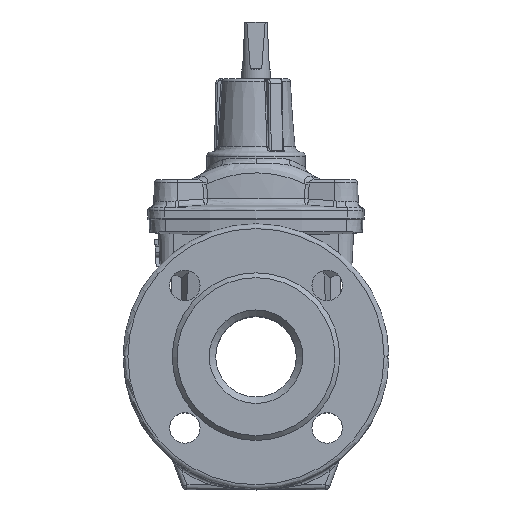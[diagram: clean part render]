
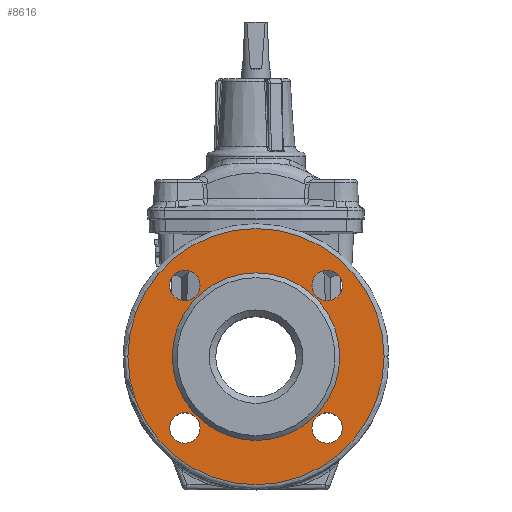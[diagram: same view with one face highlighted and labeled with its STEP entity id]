
A CAD part, top view. The second image highlights one B-rep face of the part: STEP entity #8616.
In plain terms, the highlighted planar face has unit normal (0, 0, 1).
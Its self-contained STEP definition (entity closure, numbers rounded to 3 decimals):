
#631 = DIRECTION ( 'NONE',  ( 0., 0., 1. ) ) ;
#633 = PLANE ( 'NONE',  #1123 ) ;
#635 = CARTESIAN_POINT ( 'NONE',  ( 0., 52., 72. ) ) ;
#637 = DIRECTION ( 'NONE',  ( 0., -1., 0. ) ) ;
#1123 = AXIS2_PLACEMENT_3D ( 'NONE', #635, #631, #637 ) ;
#2785 = EDGE_CURVE ( 'NONE', #13402, #13402, #17021, .T. ) ;
#2786 = EDGE_CURVE ( 'NONE', #13403, #13403, #17025, .T. ) ;
#2787 = EDGE_CURVE ( 'NONE', #13404, #13404, #17026, .T. ) ;
#2788 = EDGE_CURVE ( 'NONE', #13405, #13405, #17027, .T. ) ;
#2789 = EDGE_CURVE ( 'NONE', #13406, #13406, #17028, .T. ) ;
#2790 = EDGE_CURVE ( 'NONE', #13407, #13407, #17029, .T. ) ;
#4845 = FACE_BOUND ( 'NONE', #16193, .T. ) ;
#4847 = FACE_BOUND ( 'NONE', #16179, .T. ) ;
#4848 = FACE_BOUND ( 'NONE', #16123, .T. ) ;
#4850 = FACE_BOUND ( 'NONE', #16140, .T. ) ;
#4851 = FACE_BOUND ( 'NONE', #16176, .T. ) ;
#4852 = FACE_OUTER_BOUND ( 'NONE', #16138, .T. ) ;
#8548 = AXIS2_PLACEMENT_3D ( 'NONE', #14237, #14261, #14255 ) ;
#8549 = AXIS2_PLACEMENT_3D ( 'NONE', #14157, #14246, #14235 ) ;
#8550 = AXIS2_PLACEMENT_3D ( 'NONE', #14233, #14254, #14224 ) ;
#8551 = AXIS2_PLACEMENT_3D ( 'NONE', #14213, #14206, #14203 ) ;
#8552 = AXIS2_PLACEMENT_3D ( 'NONE', #14189, #14188, #14187 ) ;
#8553 = AXIS2_PLACEMENT_3D ( 'NONE', #14175, #14172, #14163 ) ;
#8616 = ADVANCED_FACE ( 'NONE', ( #4848, #4845, #4851, #4847, #4852, #4850 ), #633, .T. ) ;
#13402 = VERTEX_POINT ( 'NONE', #13716 ) ;
#13403 = VERTEX_POINT ( 'NONE', #13706 ) ;
#13404 = VERTEX_POINT ( 'NONE', #13717 ) ;
#13405 = VERTEX_POINT ( 'NONE', #13718 ) ;
#13406 = VERTEX_POINT ( 'NONE', #13719 ) ;
#13407 = VERTEX_POINT ( 'NONE', #13720 ) ;
#13706 = CARTESIAN_POINT ( 'NONE',  ( 0., -79.5, 72. ) ) ;
#13716 = CARTESIAN_POINT ( 'NONE',  ( 0., -52., 72. ) ) ;
#13717 = CARTESIAN_POINT ( 'NONE',  ( -34.694, 44.194, 72. ) ) ;
#13718 = CARTESIAN_POINT ( 'NONE',  ( -34.694, -44.194, 72. ) ) ;
#13719 = CARTESIAN_POINT ( 'NONE',  ( 34.694, 44.194, 72. ) ) ;
#13720 = CARTESIAN_POINT ( 'NONE',  ( 34.694, -44.194, 72. ) ) ;
#14157 = CARTESIAN_POINT ( 'NONE',  ( 0., 0., 72. ) ) ;
#14163 = DIRECTION ( 'NONE',  ( -1., 0., 0. ) ) ;
#14172 = DIRECTION ( 'NONE',  ( 0., 0., -1. ) ) ;
#14175 = CARTESIAN_POINT ( 'NONE',  ( 44.194, -44.194, 72. ) ) ;
#14187 = DIRECTION ( 'NONE',  ( -1., 0., 0. ) ) ;
#14188 = DIRECTION ( 'NONE',  ( 0., 0., -1. ) ) ;
#14189 = CARTESIAN_POINT ( 'NONE',  ( 44.194, 44.194, 72. ) ) ;
#14203 = DIRECTION ( 'NONE',  ( 1., 0., 0. ) ) ;
#14206 = DIRECTION ( 'NONE',  ( 0., 0., 1. ) ) ;
#14213 = CARTESIAN_POINT ( 'NONE',  ( -44.194, -44.194, 72. ) ) ;
#14224 = DIRECTION ( 'NONE',  ( 1., 0., 0. ) ) ;
#14233 = CARTESIAN_POINT ( 'NONE',  ( -44.194, 44.194, 72. ) ) ;
#14235 = DIRECTION ( 'NONE',  ( 0., -1., 0. ) ) ;
#14237 = CARTESIAN_POINT ( 'NONE',  ( 0., 0., 72. ) ) ;
#14246 = DIRECTION ( 'NONE',  ( 0., 0., 1. ) ) ;
#14254 = DIRECTION ( 'NONE',  ( 0., 0., 1. ) ) ;
#14255 = DIRECTION ( 'NONE',  ( 0., -1., 0. ) ) ;
#14261 = DIRECTION ( 'NONE',  ( 0., 0., 1. ) ) ;
#16123 = EDGE_LOOP ( 'NONE', ( #16382 ) ) ;
#16138 = EDGE_LOOP ( 'NONE', ( #16442 ) ) ;
#16140 = EDGE_LOOP ( 'NONE', ( #16445 ) ) ;
#16176 = EDGE_LOOP ( 'NONE', ( #16356 ) ) ;
#16179 = EDGE_LOOP ( 'NONE', ( #16444 ) ) ;
#16193 = EDGE_LOOP ( 'NONE', ( #16381 ) ) ;
#16356 = ORIENTED_EDGE ( 'NONE', *, *, #2788, .F. ) ;
#16381 = ORIENTED_EDGE ( 'NONE', *, *, #2789, .T. ) ;
#16382 = ORIENTED_EDGE ( 'NONE', *, *, #2790, .T. ) ;
#16442 = ORIENTED_EDGE ( 'NONE', *, *, #2786, .T. ) ;
#16444 = ORIENTED_EDGE ( 'NONE', *, *, #2787, .F. ) ;
#16445 = ORIENTED_EDGE ( 'NONE', *, *, #2785, .F. ) ;
#17021 = CIRCLE ( 'NONE', #8548, 52. ) ;
#17025 = CIRCLE ( 'NONE', #8549, 79.5 ) ;
#17026 = CIRCLE ( 'NONE', #8550, 9.5 ) ;
#17027 = CIRCLE ( 'NONE', #8551, 9.5 ) ;
#17028 = CIRCLE ( 'NONE', #8552, 9.5 ) ;
#17029 = CIRCLE ( 'NONE', #8553, 9.5 ) ;
